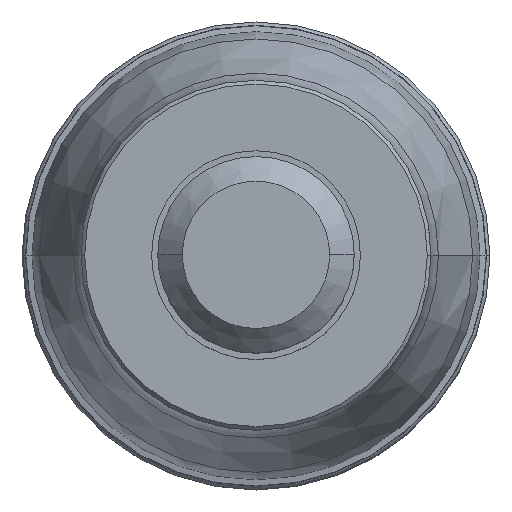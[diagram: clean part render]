
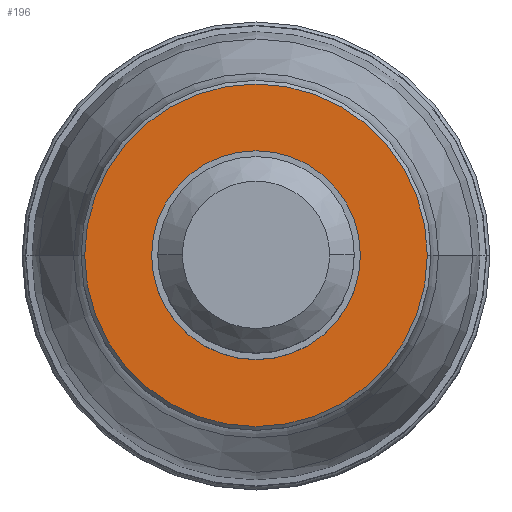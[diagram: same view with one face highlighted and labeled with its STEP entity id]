
A CAD part, top view. The second image highlights one B-rep face of the part: STEP entity #196.
In plain terms, the highlighted planar face has unit normal (0, 0, 1).
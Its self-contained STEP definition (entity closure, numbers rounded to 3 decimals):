
#28=PLANE('',#1617);
#33=FACE_BOUND('',#381,.T.);
#34=FACE_BOUND('',#382,.T.);
#196=ADVANCED_FACE('',(#33,#34),#28,.F.);
#381=EDGE_LOOP('',(#641,#642,#643,#644));
#382=EDGE_LOOP('',(#645,#646));
#641=ORIENTED_EDGE('',*,*,#1025,.T.);
#642=ORIENTED_EDGE('',*,*,#1029,.T.);
#643=ORIENTED_EDGE('',*,*,#1028,.T.);
#644=ORIENTED_EDGE('',*,*,#1026,.T.);
#645=ORIENTED_EDGE('',*,*,#1030,.T.);
#646=ORIENTED_EDGE('',*,*,#1031,.T.);
#864=VERTEX_POINT('',#3424);
#865=VERTEX_POINT('',#3426);
#866=VERTEX_POINT('',#3428);
#867=VERTEX_POINT('',#3432);
#868=VERTEX_POINT('',#3436);
#869=VERTEX_POINT('',#3437);
#1025=EDGE_CURVE('',#865,#864,#1248,.T.);
#1026=EDGE_CURVE('',#866,#865,#1249,.T.);
#1028=EDGE_CURVE('',#867,#866,#1250,.T.);
#1029=EDGE_CURVE('',#864,#867,#1251,.T.);
#1030=EDGE_CURVE('',#868,#869,#1252,.T.);
#1031=EDGE_CURVE('',#869,#868,#1253,.T.);
#1248=CIRCLE('',#1609,13.95);
#1249=CIRCLE('',#1610,13.95);
#1250=CIRCLE('',#1612,13.95);
#1251=CIRCLE('',#1613,13.95);
#1252=CIRCLE('',#1615,8.5);
#1253=CIRCLE('',#1616,8.5);
#1609=AXIS2_PLACEMENT_3D('',#3425,#1968,#1969);
#1610=AXIS2_PLACEMENT_3D('',#3427,#1970,#1971);
#1612=AXIS2_PLACEMENT_3D('',#3431,#1975,#1976);
#1613=AXIS2_PLACEMENT_3D('',#3433,#1977,#1978);
#1615=AXIS2_PLACEMENT_3D('',#3435,#1981,#1982);
#1616=AXIS2_PLACEMENT_3D('',#3438,#1983,#1984);
#1617=AXIS2_PLACEMENT_3D('',#3439,#1985,#1986);
#1968=DIRECTION('',(0.,0.,1.));
#1969=DIRECTION('',(0.,1.,0.));
#1970=DIRECTION('',(0.,0.,1.));
#1971=DIRECTION('',(1.,0.,0.));
#1975=DIRECTION('',(0.,0.,1.));
#1976=DIRECTION('',(0.,-1.,0.));
#1977=DIRECTION('',(0.,0.,1.));
#1978=DIRECTION('',(-1.,0.,0.));
#1981=DIRECTION('',(0.,0.,-1.));
#1982=DIRECTION('',(-1.,0.,0.));
#1983=DIRECTION('',(0.,0.,-1.));
#1984=DIRECTION('',(1.,0.,0.));
#1985=DIRECTION('',(0.,0.,-1.));
#1986=DIRECTION('',(1.,0.,0.));
#3424=CARTESIAN_POINT('',(-13.95,0.,0.));
#3425=CARTESIAN_POINT('',(0.,0.,0.));
#3426=CARTESIAN_POINT('',(0.,13.95,0.));
#3427=CARTESIAN_POINT('',(0.,0.,0.));
#3428=CARTESIAN_POINT('',(13.95,0.,0.));
#3431=CARTESIAN_POINT('',(0.,0.,0.));
#3432=CARTESIAN_POINT('',(0.,-13.95,0.));
#3433=CARTESIAN_POINT('',(0.,0.,0.));
#3435=CARTESIAN_POINT('',(0.,0.,0.));
#3436=CARTESIAN_POINT('',(-8.5,0.,0.));
#3437=CARTESIAN_POINT('',(8.5,0.,0.));
#3438=CARTESIAN_POINT('',(0.,0.,0.));
#3439=CARTESIAN_POINT('',(0.,0.,0.));
